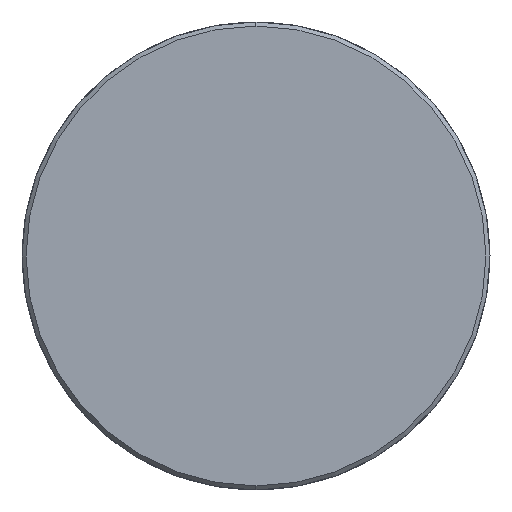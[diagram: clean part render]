
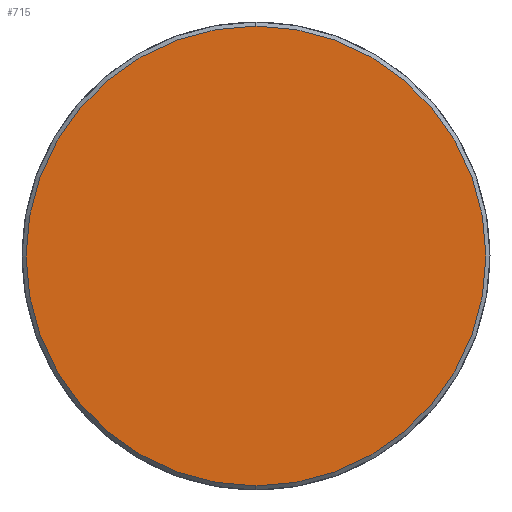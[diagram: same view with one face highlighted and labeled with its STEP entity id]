
A CAD part, left-side view. The second image highlights one B-rep face of the part: STEP entity #715.
In plain terms, the highlighted planar face has unit normal (-1, 0, 0).
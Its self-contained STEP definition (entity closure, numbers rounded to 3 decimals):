
#97 = DIRECTION ( 'NONE',  ( 0., 0., -1. ) ) ;
#112 = FACE_OUTER_BOUND ( 'NONE', #1996, .T. ) ;
#172 = AXIS2_PLACEMENT_3D ( 'NONE', #1429, #679, #1456 ) ;
#679 = DIRECTION ( 'NONE',  ( -1., 0., 0. ) ) ;
#715 = ADVANCED_FACE ( 'NONE', ( #112 ), #2759, .F. ) ;
#720 = DIRECTION ( 'NONE',  ( -1., 0., 0. ) ) ;
#731 = CARTESIAN_POINT ( 'NONE',  ( -273.25, 0., -140.5 ) ) ;
#732 = DIRECTION ( 'NONE',  ( 0., 0., -1. ) ) ;
#966 = VERTEX_POINT ( 'NONE', #731 ) ;
#1429 = CARTESIAN_POINT ( 'NONE',  ( -273.25, 0., 0. ) ) ;
#1456 = DIRECTION ( 'NONE',  ( 0., 0., -1. ) ) ;
#1465 = AXIS2_PLACEMENT_3D ( 'NONE', #1467, #3282, #97 ) ;
#1467 = CARTESIAN_POINT ( 'NONE',  ( -273.25, -142.186, 142.186 ) ) ;
#1512 = CIRCLE ( 'NONE', #172, 140.5 ) ;
#1807 = CARTESIAN_POINT ( 'NONE',  ( -273.25, 0., 140.5 ) ) ;
#1992 = AXIS2_PLACEMENT_3D ( 'NONE', #2024, #720, #732 ) ;
#1996 = EDGE_LOOP ( 'NONE', ( #2804, #2339 ) ) ;
#2024 = CARTESIAN_POINT ( 'NONE',  ( -273.25, 0., 0. ) ) ;
#2339 = ORIENTED_EDGE ( 'NONE', *, *, #2904, .T. ) ;
#2403 = EDGE_CURVE ( 'NONE', #966, #2474, #3306, .T. ) ;
#2474 = VERTEX_POINT ( 'NONE', #1807 ) ;
#2759 = PLANE ( 'NONE',  #1465 ) ;
#2804 = ORIENTED_EDGE ( 'NONE', *, *, #2403, .T. ) ;
#2904 = EDGE_CURVE ( 'NONE', #2474, #966, #1512, .T. ) ;
#3282 = DIRECTION ( 'NONE',  ( 1., 0., 0. ) ) ;
#3306 = CIRCLE ( 'NONE', #1992, 140.5 ) ;
